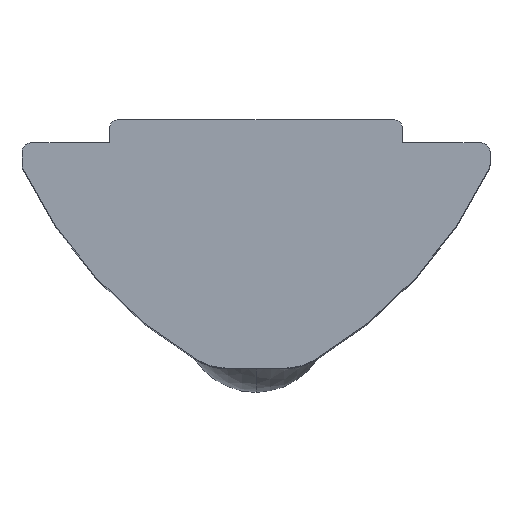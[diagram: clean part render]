
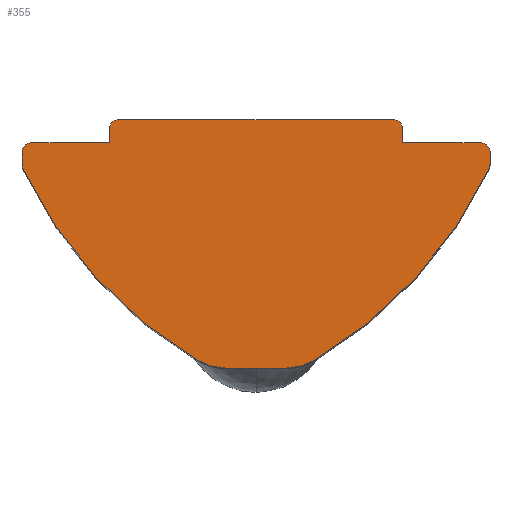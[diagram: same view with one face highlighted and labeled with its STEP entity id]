
A CAD part, top view. The second image highlights one B-rep face of the part: STEP entity #355.
In plain terms, the highlighted planar face has unit normal (0, 0, 1).
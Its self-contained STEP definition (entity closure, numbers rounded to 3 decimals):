
#3 = EDGE_CURVE ( 'NONE', #640, #314, #1160, .T. ) ;
#8 = CARTESIAN_POINT ( 'NONE',  ( -5., 0., 11.5 ) ) ;
#31 = CIRCLE ( 'NONE', #732, 0.3 ) ;
#35 = ORIENTED_EDGE ( 'NONE', *, *, #3, .T. ) ;
#36 = DIRECTION ( 'NONE',  ( -1., 0., 0. ) ) ;
#59 = VERTEX_POINT ( 'NONE', #210 ) ;
#65 = CARTESIAN_POINT ( 'NONE',  ( 5., -0.8, 11.5 ) ) ;
#74 = FACE_OUTER_BOUND ( 'NONE', #556, .T. ) ;
#93 = VECTOR ( 'NONE', #198, 1000. ) ;
#104 = VERTEX_POINT ( 'NONE', #65 ) ;
#110 = EDGE_CURVE ( 'NONE', #309, #526, #313, .T. ) ;
#120 = ORIENTED_EDGE ( 'NONE', *, *, #423, .T. ) ;
#144 = ORIENTED_EDGE ( 'NONE', *, *, #1039, .T. ) ;
#157 = CARTESIAN_POINT ( 'NONE',  ( 5., -0.3, 11.5 ) ) ;
#198 = DIRECTION ( 'NONE',  ( 0., 1., 0. ) ) ;
#206 = ORIENTED_EDGE ( 'NONE', *, *, #465, .T. ) ;
#207 = DIRECTION ( 'NONE',  ( 1., 0., 0. ) ) ;
#210 = CARTESIAN_POINT ( 'NONE',  ( -7.7, -0.8, 11.5 ) ) ;
#213 = EDGE_CURVE ( 'NONE', #1164, #679, #466, .T. ) ;
#222 = ORIENTED_EDGE ( 'NONE', *, *, #911, .T. ) ;
#223 = VECTOR ( 'NONE', #533, 1000. ) ;
#244 = DIRECTION ( 'NONE',  ( -1., 0., 0. ) ) ;
#246 = DIRECTION ( 'NONE',  ( 0., 0., 1. ) ) ;
#250 = CARTESIAN_POINT ( 'NONE',  ( 4.7, -0.3, 11.5 ) ) ;
#254 = DIRECTION ( 'NONE',  ( 1., 0., 0. ) ) ;
#257 = AXIS2_PLACEMENT_3D ( 'NONE', #1096, #632, #569 ) ;
#258 = DIRECTION ( 'NONE',  ( -1., 0., 0. ) ) ;
#261 = DIRECTION ( 'NONE',  ( 0., 0., 1. ) ) ;
#263 = AXIS2_PLACEMENT_3D ( 'NONE', #699, #693, #254 ) ;
#273 = CIRCLE ( 'NONE', #1153, 0.3 ) ;
#277 = DIRECTION ( 'NONE',  ( 0., 0., 1. ) ) ;
#286 = DIRECTION ( 'NONE',  ( 0., 0., 1. ) ) ;
#289 = CARTESIAN_POINT ( 'NONE',  ( 4.7, 0., 11.5 ) ) ;
#309 = VERTEX_POINT ( 'NONE', #618 ) ;
#310 = LINE ( 'NONE', #396, #586 ) ;
#313 = CIRCLE ( 'NONE', #1161, 2. ) ;
#314 = VERTEX_POINT ( 'NONE', #994 ) ;
#320 = VERTEX_POINT ( 'NONE', #352 ) ;
#324 = DIRECTION ( 'NONE',  ( 1., 0., 0. ) ) ;
#330 = CARTESIAN_POINT ( 'NONE',  ( -0.977, -6.5, 11.5 ) ) ;
#334 = DIRECTION ( 'NONE',  ( 0., -1., 0. ) ) ;
#345 = LINE ( 'NONE', #913, #223 ) ;
#347 = DIRECTION ( 'NONE',  ( 0., 0., 1. ) ) ;
#352 = CARTESIAN_POINT ( 'NONE',  ( 8., -1.1, 11.5 ) ) ;
#354 = VECTOR ( 'NONE', #334, 1000. ) ;
#355 = ADVANCED_FACE ( 'NONE', ( #74 ), #897, .T. ) ;
#363 = CARTESIAN_POINT ( 'NONE',  ( 7.7, -0.8, 11.5 ) ) ;
#364 = EDGE_CURVE ( 'NONE', #902, #104, #1186, .T. ) ;
#367 = VERTEX_POINT ( 'NONE', #1083 ) ;
#368 = CARTESIAN_POINT ( 'NONE',  ( 7.972, -1.661, 11.5 ) ) ;
#380 = CARTESIAN_POINT ( 'NONE',  ( -7.7, -1.1, 11.5 ) ) ;
#396 = CARTESIAN_POINT ( 'NONE',  ( -5., -0.8, 11.5 ) ) ;
#410 = EDGE_CURVE ( 'NONE', #320, #902, #31, .T. ) ;
#423 = EDGE_CURVE ( 'NONE', #526, #854, #603, .T. ) ;
#430 = AXIS2_PLACEMENT_3D ( 'NONE', #816, #347, #728 ) ;
#441 = CARTESIAN_POINT ( 'NONE',  ( 8., -1.533, 11.5 ) ) ;
#446 = CARTESIAN_POINT ( 'NONE',  ( -8., -1.533, 11.5 ) ) ;
#449 = AXIS2_PLACEMENT_3D ( 'NONE', #906, #261, #910 ) ;
#454 = ORIENTED_EDGE ( 'NONE', *, *, #989, .T. ) ;
#461 = CARTESIAN_POINT ( 'NONE',  ( -4.7, 0., 11.5 ) ) ;
#463 = CARTESIAN_POINT ( 'NONE',  ( -5., -0.8, 11.5 ) ) ;
#465 = EDGE_CURVE ( 'NONE', #489, #640, #706, .T. ) ;
#466 = CIRCLE ( 'NONE', #917, 0.3 ) ;
#470 = DIRECTION ( 'NONE',  ( 1., 0., 0. ) ) ;
#475 = VERTEX_POINT ( 'NONE', #441 ) ;
#489 = VERTEX_POINT ( 'NONE', #652 ) ;
#502 = VECTOR ( 'NONE', #538, 1000. ) ;
#511 = EDGE_CURVE ( 'NONE', #367, #1029, #345, .T. ) ;
#526 = VERTEX_POINT ( 'NONE', #1094 ) ;
#528 = VECTOR ( 'NONE', #258, 1000. ) ;
#533 = DIRECTION ( 'NONE',  ( 0., -1., 0. ) ) ;
#538 = DIRECTION ( 'NONE',  ( 0., 1., 0. ) ) ;
#556 = EDGE_LOOP ( 'NONE', ( #120, #713, #222, #950, #1036, #687, #705, #1082, #594, #802, #696, #566, #833, #144, #206, #35, #454, #846 ) ) ;
#559 = AXIS2_PLACEMENT_3D ( 'NONE', #380, #277, #1017 ) ;
#565 = CIRCLE ( 'NONE', #257, 15. ) ;
#566 = ORIENTED_EDGE ( 'NONE', *, *, #511, .T. ) ;
#569 = DIRECTION ( 'NONE',  ( 1., 0., 0. ) ) ;
#571 = EDGE_CURVE ( 'NONE', #679, #646, #923, .T. ) ;
#586 = VECTOR ( 'NONE', #36, 1000. ) ;
#589 = DIRECTION ( 'NONE',  ( 1., 0., 0. ) ) ;
#594 = ORIENTED_EDGE ( 'NONE', *, *, #213, .T. ) ;
#600 = CARTESIAN_POINT ( 'NONE',  ( -7.7, -1.533, 11.5 ) ) ;
#603 = LINE ( 'NONE', #887, #710 ) ;
#617 = CARTESIAN_POINT ( 'NONE',  ( 7.7, -1.1, 11.5 ) ) ;
#618 = CARTESIAN_POINT ( 'NONE',  ( -1.99, -8.224, 11.5 ) ) ;
#624 = DIRECTION ( 'NONE',  ( 1., 0., 0. ) ) ;
#627 = AXIS2_PLACEMENT_3D ( 'NONE', #600, #1145, #589 ) ;
#632 = DIRECTION ( 'NONE',  ( 0., 0., 1. ) ) ;
#634 = LINE ( 'NONE', #1006, #502 ) ;
#640 = VERTEX_POINT ( 'NONE', #446 ) ;
#642 = EDGE_CURVE ( 'NONE', #475, #320, #634, .T. ) ;
#644 = CIRCLE ( 'NONE', #449, 15. ) ;
#646 = VERTEX_POINT ( 'NONE', #461 ) ;
#652 = CARTESIAN_POINT ( 'NONE',  ( -8., -1.1, 11.5 ) ) ;
#661 = LINE ( 'NONE', #1031, #93 ) ;
#667 = CARTESIAN_POINT ( 'NONE',  ( 7.7, -1.533, 11.5 ) ) ;
#679 = VERTEX_POINT ( 'NONE', #289 ) ;
#687 = ORIENTED_EDGE ( 'NONE', *, *, #410, .T. ) ;
#693 = DIRECTION ( 'NONE',  ( 0., 0., 1. ) ) ;
#696 = ORIENTED_EDGE ( 'NONE', *, *, #1108, .T. ) ;
#699 = CARTESIAN_POINT ( 'NONE',  ( -5.609, 4.708, 11.5 ) ) ;
#705 = ORIENTED_EDGE ( 'NONE', *, *, #364, .T. ) ;
#706 = LINE ( 'NONE', #1179, #354 ) ;
#710 = VECTOR ( 'NONE', #624, 1000. ) ;
#713 = ORIENTED_EDGE ( 'NONE', *, *, #964, .T. ) ;
#720 = DIRECTION ( 'NONE',  ( 0., 0., 1. ) ) ;
#728 = DIRECTION ( 'NONE',  ( 1., 0., 0. ) ) ;
#732 = AXIS2_PLACEMENT_3D ( 'NONE', #617, #720, #1069 ) ;
#753 = CARTESIAN_POINT ( 'NONE',  ( -4.7, -0.3, 11.5 ) ) ;
#779 = EDGE_CURVE ( 'NONE', #1029, #59, #310, .T. ) ;
#802 = ORIENTED_EDGE ( 'NONE', *, *, #571, .T. ) ;
#816 = CARTESIAN_POINT ( 'NONE',  ( 0.977, -6.5, 11.5 ) ) ;
#825 = EDGE_CURVE ( 'NONE', #104, #1164, #661, .T. ) ;
#833 = ORIENTED_EDGE ( 'NONE', *, *, #779, .T. ) ;
#846 = ORIENTED_EDGE ( 'NONE', *, *, #110, .T. ) ;
#854 = VERTEX_POINT ( 'NONE', #995 ) ;
#856 = CIRCLE ( 'NONE', #430, 2. ) ;
#884 = DIRECTION ( 'NONE',  ( 0., 0., 1. ) ) ;
#887 = CARTESIAN_POINT ( 'NONE',  ( -1.5, -8.5, 11.5 ) ) ;
#897 = PLANE ( 'NONE',  #263 ) ;
#902 = VERTEX_POINT ( 'NONE', #363 ) ;
#906 = CARTESIAN_POINT ( 'NONE',  ( -5.609, 4.708, 11.5 ) ) ;
#910 = DIRECTION ( 'NONE',  ( 1., 0., 0. ) ) ;
#911 = EDGE_CURVE ( 'NONE', #1156, #1111, #644, .T. ) ;
#913 = CARTESIAN_POINT ( 'NONE',  ( -5., 0., 11.5 ) ) ;
#917 = AXIS2_PLACEMENT_3D ( 'NONE', #250, #246, #1192 ) ;
#923 = LINE ( 'NONE', #8, #528 ) ;
#939 = VECTOR ( 'NONE', #244, 1000. ) ;
#950 = ORIENTED_EDGE ( 'NONE', *, *, #1115, .T. ) ;
#964 = EDGE_CURVE ( 'NONE', #854, #1156, #856, .T. ) ;
#989 = EDGE_CURVE ( 'NONE', #314, #309, #565, .T. ) ;
#994 = CARTESIAN_POINT ( 'NONE',  ( -7.972, -1.661, 11.5 ) ) ;
#995 = CARTESIAN_POINT ( 'NONE',  ( 0.977, -8.5, 11.5 ) ) ;
#996 = CIRCLE ( 'NONE', #1051, 0.3 ) ;
#1006 = CARTESIAN_POINT ( 'NONE',  ( 8., -0.8, 11.5 ) ) ;
#1017 = DIRECTION ( 'NONE',  ( 1., 0., 0. ) ) ;
#1029 = VERTEX_POINT ( 'NONE', #463 ) ;
#1031 = CARTESIAN_POINT ( 'NONE',  ( 5., 0., 11.5 ) ) ;
#1036 = ORIENTED_EDGE ( 'NONE', *, *, #642, .T. ) ;
#1037 = DIRECTION ( 'NONE',  ( 0., 0., 1. ) ) ;
#1039 = EDGE_CURVE ( 'NONE', #59, #489, #1097, .T. ) ;
#1051 = AXIS2_PLACEMENT_3D ( 'NONE', #667, #1037, #207 ) ;
#1064 = CARTESIAN_POINT ( 'NONE',  ( 5., -0.8, 11.5 ) ) ;
#1069 = DIRECTION ( 'NONE',  ( 1., 0., 0. ) ) ;
#1074 = CARTESIAN_POINT ( 'NONE',  ( 1.99, -8.224, 11.5 ) ) ;
#1082 = ORIENTED_EDGE ( 'NONE', *, *, #825, .T. ) ;
#1083 = CARTESIAN_POINT ( 'NONE',  ( -5., -0.3, 11.5 ) ) ;
#1094 = CARTESIAN_POINT ( 'NONE',  ( -0.977, -8.5, 11.5 ) ) ;
#1096 = CARTESIAN_POINT ( 'NONE',  ( 5.609, 4.708, 11.5 ) ) ;
#1097 = CIRCLE ( 'NONE', #559, 0.3 ) ;
#1108 = EDGE_CURVE ( 'NONE', #646, #367, #273, .T. ) ;
#1111 = VERTEX_POINT ( 'NONE', #368 ) ;
#1115 = EDGE_CURVE ( 'NONE', #1111, #475, #996, .T. ) ;
#1145 = DIRECTION ( 'NONE',  ( 0., 0., 1. ) ) ;
#1153 = AXIS2_PLACEMENT_3D ( 'NONE', #753, #286, #470 ) ;
#1156 = VERTEX_POINT ( 'NONE', #1074 ) ;
#1160 = CIRCLE ( 'NONE', #627, 0.3 ) ;
#1161 = AXIS2_PLACEMENT_3D ( 'NONE', #330, #884, #324 ) ;
#1164 = VERTEX_POINT ( 'NONE', #157 ) ;
#1179 = CARTESIAN_POINT ( 'NONE',  ( -8., -0.8, 11.5 ) ) ;
#1186 = LINE ( 'NONE', #1064, #939 ) ;
#1192 = DIRECTION ( 'NONE',  ( 1., 0., 0. ) ) ;
